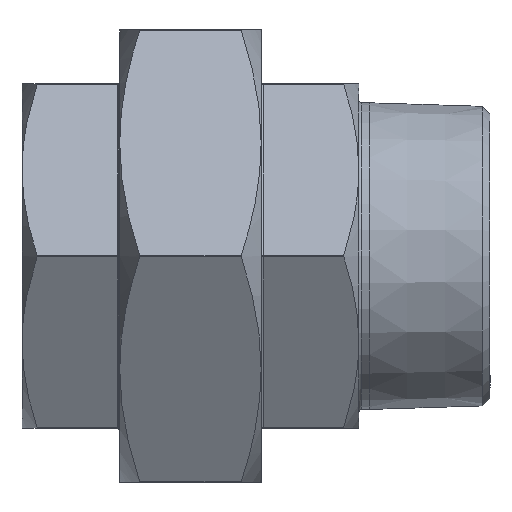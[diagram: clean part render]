
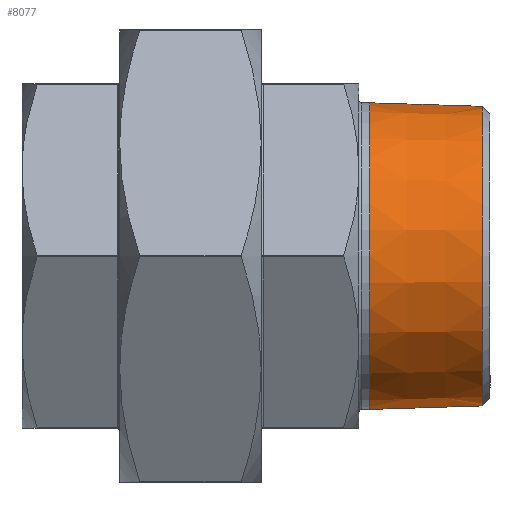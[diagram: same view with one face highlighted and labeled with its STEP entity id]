
A CAD part, front view. The second image highlights one B-rep face of the part: STEP entity #8077.
In plain terms, the highlighted conical face has half-angle 1.79 degrees and reference radius 29.807 mm.
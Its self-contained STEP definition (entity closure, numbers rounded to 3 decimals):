
#67 = CARTESIAN_POINT ( 'NONE',  ( 34.85, 0., -29.807 ) ) ;
#86 = ORIENTED_EDGE ( 'NONE', *, *, #6067, .F. ) ;
#399 = DIRECTION ( 'NONE',  ( -1., 0., 0. ) ) ;
#518 = CARTESIAN_POINT ( 'NONE',  ( 56.77, 0., 29.122 ) ) ;
#533 = AXIS2_PLACEMENT_3D ( 'NONE', #16006, #2502, #9869 ) ;
#655 = DIRECTION ( 'NONE',  ( -1., 0., 0.031 ) ) ;
#2079 = DIRECTION ( 'NONE',  ( 0., 0., 1. ) ) ;
#2502 = DIRECTION ( 'NONE',  ( -1., 0., 0. ) ) ;
#2935 = ORIENTED_EDGE ( 'NONE', *, *, #7710, .F. ) ;
#3936 = EDGE_CURVE ( 'NONE', #15490, #14358, #8973, .T. ) ;
#4023 = CONICAL_SURFACE ( 'NONE', #11438, 29.807, 0.031 ) ;
#4088 = CARTESIAN_POINT ( 'NONE',  ( 34.85, 0., 0. ) ) ;
#4293 = LINE ( 'NONE', #10553, #13915 ) ;
#4356 = CARTESIAN_POINT ( 'NONE',  ( 56.77, 0., 0. ) ) ;
#4517 = EDGE_CURVE ( 'NONE', #14358, #6603, #4293, .T. ) ;
#4733 = EDGE_LOOP ( 'NONE', ( #2935, #10306, #12405, #86 ) ) ;
#5003 = VECTOR ( 'NONE', #10449, 1000. ) ;
#6067 = EDGE_CURVE ( 'NONE', #9723, #6603, #12046, .T. ) ;
#6455 = CARTESIAN_POINT ( 'NONE',  ( 34.85, 0., 29.807 ) ) ;
#6603 = VERTEX_POINT ( 'NONE', #6455 ) ;
#6632 = CARTESIAN_POINT ( 'NONE',  ( 56.77, 0., -29.122 ) ) ;
#7710 = EDGE_CURVE ( 'NONE', #15490, #9723, #15227, .T. ) ;
#8077 = ADVANCED_FACE ( 'NONE', ( #12144 ), #4023, .T. ) ;
#8268 = DIRECTION ( 'NONE',  ( -1., 0., 0. ) ) ;
#8876 = AXIS2_PLACEMENT_3D ( 'NONE', #4356, #8268, #2079 ) ;
#8973 = CIRCLE ( 'NONE', #8876, 29.122 ) ;
#9111 = CARTESIAN_POINT ( 'NONE',  ( 34.85, 0., -29.807 ) ) ;
#9723 = VERTEX_POINT ( 'NONE', #67 ) ;
#9869 = DIRECTION ( 'NONE',  ( 0., 0., 1. ) ) ;
#10306 = ORIENTED_EDGE ( 'NONE', *, *, #3936, .T. ) ;
#10449 = DIRECTION ( 'NONE',  ( -1., 0., -0.031 ) ) ;
#10553 = CARTESIAN_POINT ( 'NONE',  ( 34.85, 0., 29.807 ) ) ;
#11438 = AXIS2_PLACEMENT_3D ( 'NONE', #4088, #399, #12719 ) ;
#12046 = CIRCLE ( 'NONE', #533, 29.807 ) ;
#12144 = FACE_OUTER_BOUND ( 'NONE', #4733, .T. ) ;
#12405 = ORIENTED_EDGE ( 'NONE', *, *, #4517, .T. ) ;
#12719 = DIRECTION ( 'NONE',  ( 0., 0., 1. ) ) ;
#13915 = VECTOR ( 'NONE', #655, 1000. ) ;
#14358 = VERTEX_POINT ( 'NONE', #518 ) ;
#15227 = LINE ( 'NONE', #9111, #5003 ) ;
#15490 = VERTEX_POINT ( 'NONE', #6632 ) ;
#16006 = CARTESIAN_POINT ( 'NONE',  ( 34.85, 0., 0. ) ) ;
